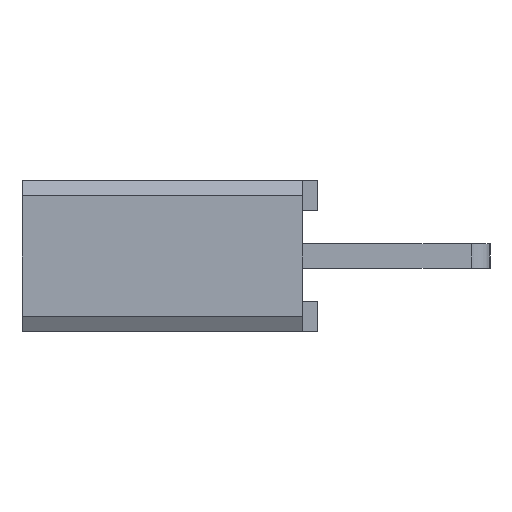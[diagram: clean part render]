
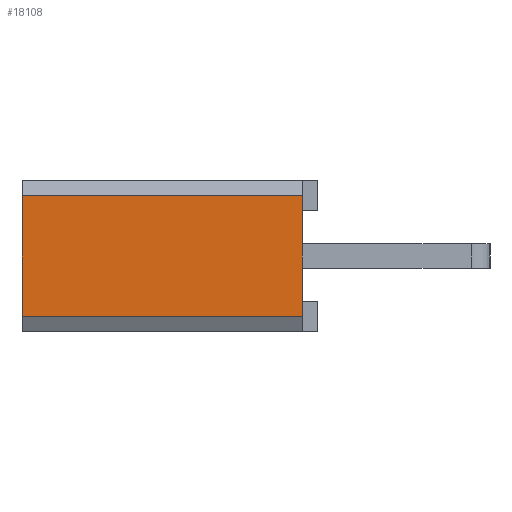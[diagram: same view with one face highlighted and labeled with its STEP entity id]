
A CAD part, left-side view. The second image highlights one B-rep face of the part: STEP entity #18108.
In plain terms, the highlighted planar face has unit normal (-1, 0, 0).
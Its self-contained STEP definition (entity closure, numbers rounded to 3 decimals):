
#292 = FACE_OUTER_BOUND ( 'NONE', #12989, .T. ) ;
#3814 = LINE ( 'NONE', #11275, #3815 ) ;
#3815 = VECTOR ( 'NONE', #11273, 1000. ) ;
#3825 = LINE ( 'NONE', #11453, #3830 ) ;
#3830 = VECTOR ( 'NONE', #11100, 1000. ) ;
#4963 = VERTEX_POINT ( 'NONE', #6951 ) ;
#5112 = VERTEX_POINT ( 'NONE', #14206 ) ;
#5795 = CARTESIAN_POINT ( 'NONE',  ( -20.32, 5., -1.27 ) ) ;
#6082 = DIRECTION ( 'NONE',  ( 0., 0., -1. ) ) ;
#6083 = DIRECTION ( 'NONE',  ( 1., 0., 0. ) ) ;
#6103 = PLANE ( 'NONE',  #10438 ) ;
#6951 = CARTESIAN_POINT ( 'NONE',  ( -20.32, 5., 1.016 ) ) ;
#7926 = VERTEX_POINT ( 'NONE', #10845 ) ;
#8494 = VERTEX_POINT ( 'NONE', #10804 ) ;
#9853 = DIRECTION ( 'NONE',  ( 0., 0., -1. ) ) ;
#9854 = CARTESIAN_POINT ( 'NONE',  ( -20.32, 0.254, -0.762 ) ) ;
#10070 = DIRECTION ( 'NONE',  ( 0., 0., 1. ) ) ;
#10074 = CARTESIAN_POINT ( 'NONE',  ( -20.32, 5., -1.27 ) ) ;
#10438 = AXIS2_PLACEMENT_3D ( 'NONE', #5795, #6083, #6082 ) ;
#10804 = CARTESIAN_POINT ( 'NONE',  ( -20.32, 0.254, -1.016 ) ) ;
#10845 = CARTESIAN_POINT ( 'NONE',  ( -20.32, 0.254, 1.016 ) ) ;
#11100 = DIRECTION ( 'NONE',  ( 0., 1., 0. ) ) ;
#11273 = DIRECTION ( 'NONE',  ( 0., 1., 0. ) ) ;
#11275 = CARTESIAN_POINT ( 'NONE',  ( -20.32, 0., 1.016 ) ) ;
#11453 = CARTESIAN_POINT ( 'NONE',  ( -20.32, 0., -1.016 ) ) ;
#12989 = EDGE_LOOP ( 'NONE', ( #14477, #14474, #14473, #14516 ) ) ;
#14206 = CARTESIAN_POINT ( 'NONE',  ( -20.32, 5., -1.016 ) ) ;
#14473 = ORIENTED_EDGE ( 'NONE', *, *, #17227, .T. ) ;
#14474 = ORIENTED_EDGE ( 'NONE', *, *, #21188, .F. ) ;
#14477 = ORIENTED_EDGE ( 'NONE', *, *, #17235, .F. ) ;
#14516 = ORIENTED_EDGE ( 'NONE', *, *, #21120, .F. ) ;
#17227 = EDGE_CURVE ( 'NONE', #7926, #4963, #3814, .T. ) ;
#17235 = EDGE_CURVE ( 'NONE', #8494, #5112, #3825, .T. ) ;
#18108 = ADVANCED_FACE ( 'NONE', ( #292 ), #6103, .F. ) ;
#20046 = LINE ( 'NONE', #10074, #20047 ) ;
#20047 = VECTOR ( 'NONE', #10070, 1000. ) ;
#20182 = LINE ( 'NONE', #9854, #20183 ) ;
#20183 = VECTOR ( 'NONE', #9853, 1000. ) ;
#21120 = EDGE_CURVE ( 'NONE', #5112, #4963, #20046, .T. ) ;
#21188 = EDGE_CURVE ( 'NONE', #7926, #8494, #20182, .T. ) ;
